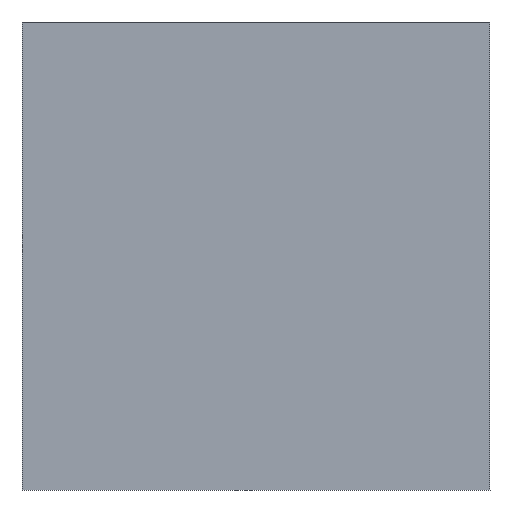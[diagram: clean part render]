
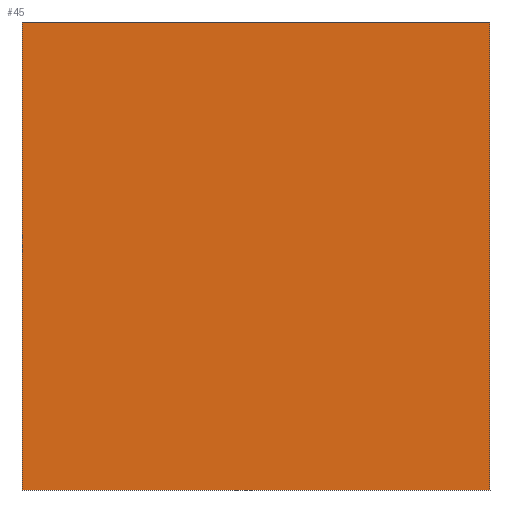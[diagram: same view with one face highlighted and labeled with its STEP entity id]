
A CAD part, front view. The second image highlights one B-rep face of the part: STEP entity #45.
In plain terms, the highlighted planar face has unit normal (0, 1, 0).
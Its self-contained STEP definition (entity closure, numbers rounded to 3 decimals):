
#19=PLANE('',#23);
#20=CARTESIAN_POINT('',(0.,0.,0.));
#21=DIRECTION('',(0.,0.,-1.));
#22=DIRECTION('',(0.,1.,0.));
#23=AXIS2_PLACEMENT_3D('',#20,#22,#21);
#24=B_SPLINE_CURVE_WITH_KNOTS('',1,(#25,#26),.UNSPECIFIED.,.F.,.U.,(2,2),(0.,1.)
,.PIECEWISE_BEZIER_KNOTS.);
#25=CARTESIAN_POINT('',(-15.,-5.));
#26=CARTESIAN_POINT('',(-15.,-20.));
#27=(GEOMETRIC_REPRESENTATION_CONTEXT(2) PARAMETRIC_REPRESENTATION_CONTEXT() 
REPRESENTATION_CONTEXT('pcurve representation',
'2D parameter range of basis surface'));
#28=DEFINITIONAL_REPRESENTATION('',(#24),#27);
#29=PCURVE('',#19,#28);
#30=B_SPLINE_CURVE_WITH_KNOTS('',1,(#31,#32),.UNSPECIFIED.,.F.,.U.,(2,2),(0.,1.)
,.PIECEWISE_BEZIER_KNOTS.);
#31=CARTESIAN_POINT('',(0.,-5.));
#32=CARTESIAN_POINT('',(-15.,-5.));
#33=DEFINITIONAL_REPRESENTATION('',(#30),#27);
#34=PCURVE('',#19,#33);
#35=B_SPLINE_CURVE_WITH_KNOTS('',1,(#36,#37),.UNSPECIFIED.,.F.,.U.,(2,2),(0.,1.)
,.PIECEWISE_BEZIER_KNOTS.);
#36=CARTESIAN_POINT('',(0.,-20.));
#37=CARTESIAN_POINT('',(0.,-5.));
#38=DEFINITIONAL_REPRESENTATION('',(#35),#27);
#39=PCURVE('',#19,#38);
#40=B_SPLINE_CURVE_WITH_KNOTS('',1,(#41,#42),.UNSPECIFIED.,.F.,.U.,(2,2),(0.,1.)
,.PIECEWISE_BEZIER_KNOTS.);
#41=CARTESIAN_POINT('',(-15.,-20.));
#42=CARTESIAN_POINT('',(0.,-20.));
#43=DEFINITIONAL_REPRESENTATION('',(#40),#27);
#44=PCURVE('',#19,#43);
#45=ADVANCED_FACE('*FAC2',(#79),#19,.T.);
#46=CARTESIAN_POINT('',(5.,0.,15.));
#47=VERTEX_POINT('',#46);
#48=CARTESIAN_POINT('',(20.,0.,15.));
#49=VERTEX_POINT('',#48);
#50=EDGE_CURVE('',#47,#49,#54,.T.);
#51=B_SPLINE_CURVE_WITH_KNOTS('',1,(#52,#53),.UNSPECIFIED.,.F.,.U.,(2,2),(0.,1.)
,.PIECEWISE_BEZIER_KNOTS.);
#52=CARTESIAN_POINT('',(5.,0.,15.));
#53=CARTESIAN_POINT('',(20.,0.,15.));
#54=SURFACE_CURVE('',#51,(#29),.PCURVE_S1.);
#55=CARTESIAN_POINT('',(5.,0.,0.));
#56=VERTEX_POINT('',#55);
#57=EDGE_CURVE('',#56,#47,#61,.T.);
#58=B_SPLINE_CURVE_WITH_KNOTS('',1,(#59,#60),.UNSPECIFIED.,.F.,.U.,(2,2),(0.,1.)
,.PIECEWISE_BEZIER_KNOTS.);
#59=CARTESIAN_POINT('',(5.,0.,0.));
#60=CARTESIAN_POINT('',(5.,0.,15.));
#61=SURFACE_CURVE('',#58,(#34),.PCURVE_S1.);
#62=CARTESIAN_POINT('',(20.,0.,0.));
#63=VERTEX_POINT('',#62);
#64=EDGE_CURVE('',#63,#56,#68,.T.);
#65=B_SPLINE_CURVE_WITH_KNOTS('',1,(#66,#67),.UNSPECIFIED.,.F.,.U.,(2,2),(0.,1.)
,.PIECEWISE_BEZIER_KNOTS.);
#66=CARTESIAN_POINT('',(20.,0.,0.));
#67=CARTESIAN_POINT('',(5.,0.,0.));
#68=SURFACE_CURVE('',#65,(#39),.PCURVE_S1.);
#69=EDGE_CURVE('',#49,#63,#73,.T.);
#70=B_SPLINE_CURVE_WITH_KNOTS('',1,(#71,#72),.UNSPECIFIED.,.F.,.U.,(2,2),(0.,1.)
,.PIECEWISE_BEZIER_KNOTS.);
#71=CARTESIAN_POINT('',(20.,0.,15.));
#72=CARTESIAN_POINT('',(20.,0.,0.));
#73=SURFACE_CURVE('',#70,(#44),.PCURVE_S1.);
#74=ORIENTED_EDGE('',*,*,#50,.F.);
#75=ORIENTED_EDGE('',*,*,#57,.F.);
#76=ORIENTED_EDGE('',*,*,#64,.F.);
#77=ORIENTED_EDGE('',*,*,#69,.F.);
#78=EDGE_LOOP('',(#74,#75,#76,#77));
#79=FACE_OUTER_BOUND('',#78,.F.);
